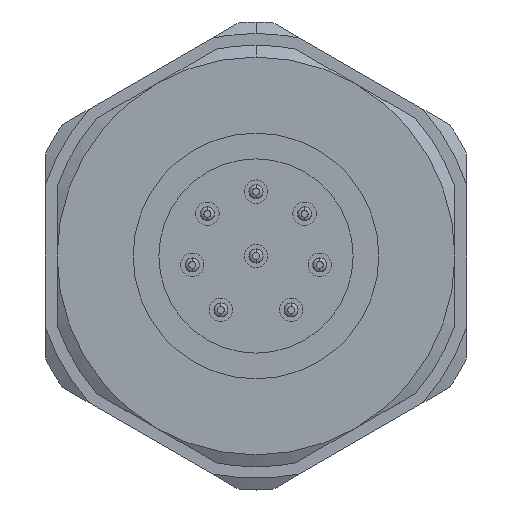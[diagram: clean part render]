
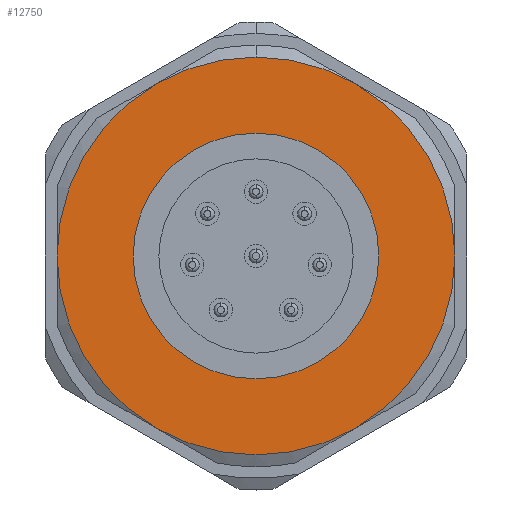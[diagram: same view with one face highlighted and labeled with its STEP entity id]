
A CAD part, front view. The second image highlights one B-rep face of the part: STEP entity #12750.
In plain terms, the highlighted planar face has unit normal (0, -1, 0).
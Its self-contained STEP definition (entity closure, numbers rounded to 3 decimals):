
#55 = ORIENTED_EDGE ( 'NONE', *, *, #1878, .T. ) ;
#73 = DIRECTION ( 'NONE',  ( 0., 0., -1. ) ) ;
#227 = DIRECTION ( 'NONE',  ( 0., -1., 0. ) ) ;
#269 = CARTESIAN_POINT ( 'NONE',  ( 0., 3., 0. ) ) ;
#351 = ORIENTED_EDGE ( 'NONE', *, *, #10829, .F. ) ;
#398 = DIRECTION ( 'NONE',  ( 0., -1., 0. ) ) ;
#723 = DIRECTION ( 'NONE',  ( 0., 1., 0. ) ) ;
#943 = DIRECTION ( 'NONE',  ( 0., -1., 0. ) ) ;
#1109 = ORIENTED_EDGE ( 'NONE', *, *, #10846, .T. ) ;
#1510 = VERTEX_POINT ( 'NONE', #11335 ) ;
#1713 = DIRECTION ( 'NONE',  ( 0., -1., 0. ) ) ;
#1770 = CARTESIAN_POINT ( 'NONE',  ( -4.25, 3., -7.361 ) ) ;
#1878 = EDGE_CURVE ( 'NONE', #13234, #6943, #11489, .T. ) ;
#1923 = PLANE ( 'NONE',  #4736 ) ;
#2542 = CIRCLE ( 'NONE', #15544, 8.5 ) ;
#2911 = EDGE_CURVE ( 'NONE', #5457, #13964, #5345, .T. ) ;
#2947 = ORIENTED_EDGE ( 'NONE', *, *, #14121, .T. ) ;
#2989 = AXIS2_PLACEMENT_3D ( 'NONE', #9403, #10755, #4418 ) ;
#3171 = CIRCLE ( 'NONE', #4438, 5.25 ) ;
#3363 = CARTESIAN_POINT ( 'NONE',  ( 0., 3., 5.25 ) ) ;
#3413 = DIRECTION ( 'NONE',  ( 0., 0., -1. ) ) ;
#3800 = VERTEX_POINT ( 'NONE', #10873 ) ;
#4389 = CARTESIAN_POINT ( 'NONE',  ( 0., 3., 0. ) ) ;
#4418 = DIRECTION ( 'NONE',  ( 0., 0., -1. ) ) ;
#4438 = AXIS2_PLACEMENT_3D ( 'NONE', #7623, #398, #4967 ) ;
#4726 = CIRCLE ( 'NONE', #11103, 8.5 ) ;
#4736 = AXIS2_PLACEMENT_3D ( 'NONE', #14147, #723, #10338 ) ;
#4776 = EDGE_CURVE ( 'NONE', #1510, #14422, #13061, .T. ) ;
#4787 = CARTESIAN_POINT ( 'NONE',  ( 0., 3., 0. ) ) ;
#4967 = DIRECTION ( 'NONE',  ( 0., 0., -1. ) ) ;
#5222 = CARTESIAN_POINT ( 'NONE',  ( 0., 3., 0. ) ) ;
#5252 = DIRECTION ( 'NONE',  ( 0., 0., -1. ) ) ;
#5302 = DIRECTION ( 'NONE',  ( 0., -1., 0. ) ) ;
#5345 = CIRCLE ( 'NONE', #7380, 5.25 ) ;
#5402 = AXIS2_PLACEMENT_3D ( 'NONE', #4389, #8086, #15487 ) ;
#5457 = VERTEX_POINT ( 'NONE', #3363 ) ;
#6356 = EDGE_CURVE ( 'NONE', #3800, #8771, #2542, .T. ) ;
#6509 = CIRCLE ( 'NONE', #15153, 8.5 ) ;
#6641 = AXIS2_PLACEMENT_3D ( 'NONE', #269, #1713, #5252 ) ;
#6943 = VERTEX_POINT ( 'NONE', #1770 ) ;
#7380 = AXIS2_PLACEMENT_3D ( 'NONE', #4787, #943, #3413 ) ;
#7460 = DIRECTION ( 'NONE',  ( 0., -1., 0. ) ) ;
#7623 = CARTESIAN_POINT ( 'NONE',  ( 0., 3., 0. ) ) ;
#7866 = FACE_BOUND ( 'NONE', #10855, .T. ) ;
#8086 = DIRECTION ( 'NONE',  ( 0., -1., 0. ) ) ;
#8196 = EDGE_CURVE ( 'NONE', #15415, #13234, #11684, .T. ) ;
#8428 = CARTESIAN_POINT ( 'NONE',  ( 0., 3., -5.25 ) ) ;
#8553 = AXIS2_PLACEMENT_3D ( 'NONE', #12576, #5302, #73 ) ;
#8771 = VERTEX_POINT ( 'NONE', #13026 ) ;
#9403 = CARTESIAN_POINT ( 'NONE',  ( 0., 3., 0. ) ) ;
#10338 = DIRECTION ( 'NONE',  ( 0., 0., 1. ) ) ;
#10401 = CARTESIAN_POINT ( 'NONE',  ( 0., 3., 0. ) ) ;
#10458 = CARTESIAN_POINT ( 'NONE',  ( -8.5, 3., 0. ) ) ;
#10755 = DIRECTION ( 'NONE',  ( 0., -1., 0. ) ) ;
#10780 = EDGE_CURVE ( 'NONE', #8771, #15415, #6509, .T. ) ;
#10829 = EDGE_CURVE ( 'NONE', #13964, #5457, #3171, .T. ) ;
#10846 = EDGE_CURVE ( 'NONE', #6943, #1510, #13392, .T. ) ;
#10855 = EDGE_LOOP ( 'NONE', ( #351, #13455 ) ) ;
#10873 = CARTESIAN_POINT ( 'NONE',  ( 4.25, 3., 7.361 ) ) ;
#11103 = AXIS2_PLACEMENT_3D ( 'NONE', #10401, #15325, #13981 ) ;
#11236 = CARTESIAN_POINT ( 'NONE',  ( -4.25, 3., 7.361 ) ) ;
#11335 = CARTESIAN_POINT ( 'NONE',  ( 4.25, 3., -7.361 ) ) ;
#11424 = ORIENTED_EDGE ( 'NONE', *, *, #4776, .T. ) ;
#11489 = CIRCLE ( 'NONE', #6641, 8.5 ) ;
#11684 = CIRCLE ( 'NONE', #2989, 8.5 ) ;
#12321 = CARTESIAN_POINT ( 'NONE',  ( 0., 3., 0. ) ) ;
#12576 = CARTESIAN_POINT ( 'NONE',  ( 0., 3., 0. ) ) ;
#12750 = ADVANCED_FACE ( 'NONE', ( #7866, #15104 ), #1923, .F. ) ;
#12839 = EDGE_LOOP ( 'NONE', ( #14203, #13802, #15768, #55, #1109, #11424, #2947 ) ) ;
#13026 = CARTESIAN_POINT ( 'NONE',  ( 0., 3., 8.5 ) ) ;
#13061 = CIRCLE ( 'NONE', #5402, 8.5 ) ;
#13234 = VERTEX_POINT ( 'NONE', #10458 ) ;
#13392 = CIRCLE ( 'NONE', #8553, 8.5 ) ;
#13455 = ORIENTED_EDGE ( 'NONE', *, *, #2911, .F. ) ;
#13667 = DIRECTION ( 'NONE',  ( 0., 0., -1. ) ) ;
#13802 = ORIENTED_EDGE ( 'NONE', *, *, #10780, .T. ) ;
#13964 = VERTEX_POINT ( 'NONE', #8428 ) ;
#13981 = DIRECTION ( 'NONE',  ( 0., 0., -1. ) ) ;
#14121 = EDGE_CURVE ( 'NONE', #14422, #3800, #4726, .T. ) ;
#14147 = CARTESIAN_POINT ( 'NONE',  ( 0., 3., 0. ) ) ;
#14203 = ORIENTED_EDGE ( 'NONE', *, *, #6356, .T. ) ;
#14422 = VERTEX_POINT ( 'NONE', #15016 ) ;
#14695 = DIRECTION ( 'NONE',  ( 0., 0., -1. ) ) ;
#15016 = CARTESIAN_POINT ( 'NONE',  ( 8.5, 3., 0. ) ) ;
#15104 = FACE_OUTER_BOUND ( 'NONE', #12839, .T. ) ;
#15153 = AXIS2_PLACEMENT_3D ( 'NONE', #5222, #7460, #14695 ) ;
#15325 = DIRECTION ( 'NONE',  ( 0., -1., 0. ) ) ;
#15415 = VERTEX_POINT ( 'NONE', #11236 ) ;
#15487 = DIRECTION ( 'NONE',  ( 0., 0., -1. ) ) ;
#15544 = AXIS2_PLACEMENT_3D ( 'NONE', #12321, #227, #13667 ) ;
#15768 = ORIENTED_EDGE ( 'NONE', *, *, #8196, .T. ) ;
